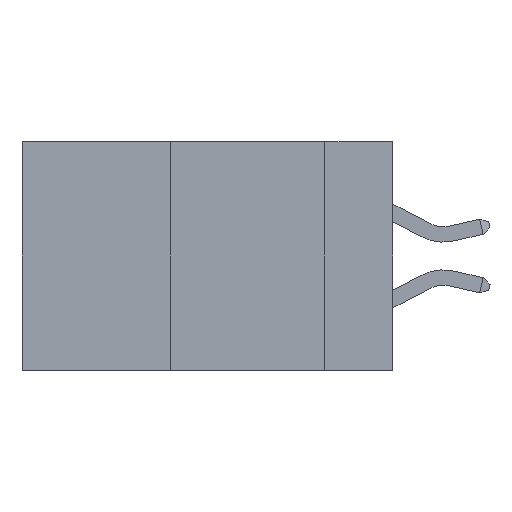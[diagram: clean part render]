
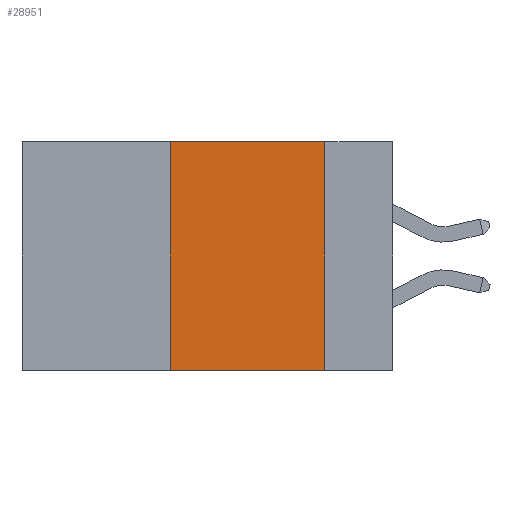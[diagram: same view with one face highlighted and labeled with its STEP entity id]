
A CAD part, left-side view. The second image highlights one B-rep face of the part: STEP entity #28951.
In plain terms, the highlighted planar face has unit normal (-1, 0, 0).
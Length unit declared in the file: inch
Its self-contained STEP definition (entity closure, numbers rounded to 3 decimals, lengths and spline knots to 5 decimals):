
#451 = CARTESIAN_POINT ( 'NONE',  ( 0., 0.11, 0. ) ) ;
#2183 = PLANE ( 'NONE',  #11708 ) ;
#2203 = DIRECTION ( 'NONE',  ( 0., -1., 0. ) ) ;
#3543 = DIRECTION ( 'NONE',  ( 0., 0., -1. ) ) ;
#3719 = LINE ( 'NONE', #29175, #32498 ) ;
#5524 = DIRECTION ( 'NONE',  ( 1., 0., 0. ) ) ;
#6048 = ORIENTED_EDGE ( 'NONE', *, *, #15388, .F. ) ;
#7609 = DIRECTION ( 'NONE',  ( 0., 0., 1. ) ) ;
#8710 = DIRECTION ( 'NONE',  ( 0., 0., -1. ) ) ;
#8753 = VERTEX_POINT ( 'NONE', #31578 ) ;
#9936 = VERTEX_POINT ( 'NONE', #16060 ) ;
#10861 = CARTESIAN_POINT ( 'NONE',  ( 0., 0.11, 0. ) ) ;
#11708 = AXIS2_PLACEMENT_3D ( 'NONE', #15533, #5524, #8710 ) ;
#12698 = DIRECTION ( 'NONE',  ( 0., -1., 0. ) ) ;
#13141 = VECTOR ( 'NONE', #7609, 39.37008 ) ;
#15388 = EDGE_CURVE ( 'NONE', #21822, #9936, #20715, .T. ) ;
#15533 = CARTESIAN_POINT ( 'NONE',  ( 0., 0.6, 0. ) ) ;
#16059 = LINE ( 'NONE', #36924, #40346 ) ;
#16060 = CARTESIAN_POINT ( 'NONE',  ( 0., 0.11, -0.37 ) ) ;
#20715 = LINE ( 'NONE', #451, #36552 ) ;
#20928 = EDGE_LOOP ( 'NONE', ( #6048, #31698, #35391, #26350 ) ) ;
#21822 = VERTEX_POINT ( 'NONE', #10861 ) ;
#22714 = CARTESIAN_POINT ( 'NONE',  ( 0., 0.36, 0. ) ) ;
#23546 = LINE ( 'NONE', #26353, #13141 ) ;
#23877 = EDGE_CURVE ( 'NONE', #8753, #9936, #3719, .T. ) ;
#26350 = ORIENTED_EDGE ( 'NONE', *, *, #23877, .T. ) ;
#26353 = CARTESIAN_POINT ( 'NONE',  ( 0., 0.36, 0. ) ) ;
#28738 = EDGE_CURVE ( 'NONE', #8753, #38805, #23546, .T. ) ;
#28951 = ADVANCED_FACE ( 'NONE', ( #37459 ), #2183, .F. ) ;
#29175 = CARTESIAN_POINT ( 'NONE',  ( 0., 0.6, -0.37 ) ) ;
#31578 = CARTESIAN_POINT ( 'NONE',  ( 0., 0.36, -0.37 ) ) ;
#31698 = ORIENTED_EDGE ( 'NONE', *, *, #32444, .F. ) ;
#32444 = EDGE_CURVE ( 'NONE', #38805, #21822, #16059, .T. ) ;
#32498 = VECTOR ( 'NONE', #12698, 39.37008 ) ;
#35391 = ORIENTED_EDGE ( 'NONE', *, *, #28738, .F. ) ;
#36552 = VECTOR ( 'NONE', #3543, 39.37008 ) ;
#36924 = CARTESIAN_POINT ( 'NONE',  ( 0., 0.6, 0. ) ) ;
#37459 = FACE_OUTER_BOUND ( 'NONE', #20928, .T. ) ;
#38805 = VERTEX_POINT ( 'NONE', #22714 ) ;
#40346 = VECTOR ( 'NONE', #2203, 39.37008 ) ;
